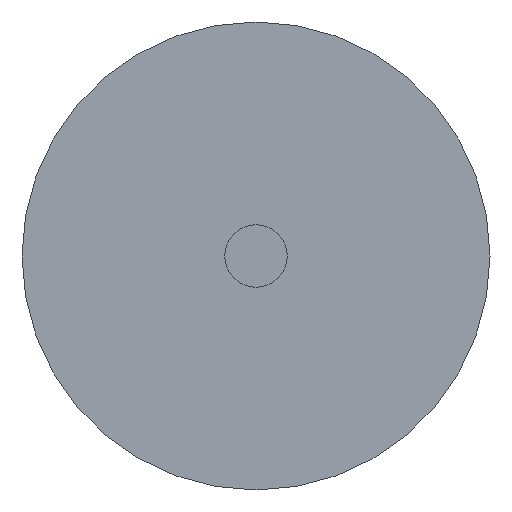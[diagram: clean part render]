
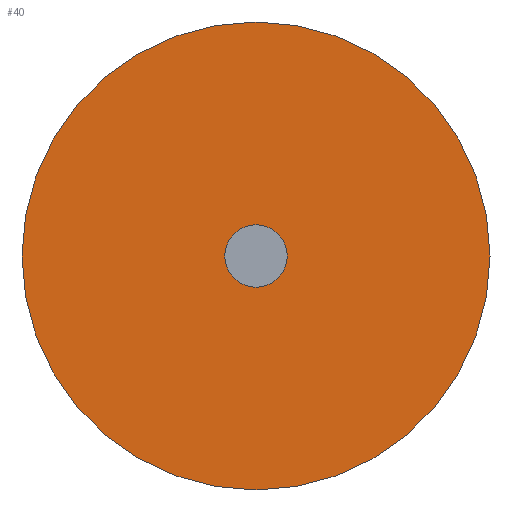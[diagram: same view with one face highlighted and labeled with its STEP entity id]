
A CAD part, front view. The second image highlights one B-rep face of the part: STEP entity #40.
In plain terms, the highlighted planar face has unit normal (0, -1, 0).
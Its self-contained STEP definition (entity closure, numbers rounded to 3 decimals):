
#40 = ADVANCED_FACE( '', ( #85, #86 ), #87, .T. );
#85 = FACE_OUTER_BOUND( '', #138, .T. );
#86 = FACE_BOUND( '', #139, .T. );
#87 = PLANE( '', #140 );
#138 = EDGE_LOOP( '', ( #189 ) );
#139 = EDGE_LOOP( '', ( #190 ) );
#140 = AXIS2_PLACEMENT_3D( '', #191, #192, #193 );
#189 = ORIENTED_EDGE( '', *, *, #253, .T. );
#190 = ORIENTED_EDGE( '', *, *, #250, .F. );
#191 = CARTESIAN_POINT( '', ( -3., -10., 0. ) );
#192 = DIRECTION( '', ( 0., -1., 0. ) );
#193 = DIRECTION( '', ( 1., 0., 0. ) );
#250 = EDGE_CURVE( '', #275, #275, #276, .T. );
#253 = EDGE_CURVE( '', #280, #280, #281, .T. );
#275 = VERTEX_POINT( '', #309 );
#276 = CIRCLE( '', #310, 0.4 );
#280 = VERTEX_POINT( '', #314 );
#281 = CIRCLE( '', #315, 3. );
#309 = CARTESIAN_POINT( '', ( 0.4, -10., 0. ) );
#310 = AXIS2_PLACEMENT_3D( '', #343, #344, #345 );
#314 = CARTESIAN_POINT( '', ( 3., -10., 0. ) );
#315 = AXIS2_PLACEMENT_3D( '', #349, #350, #351 );
#343 = CARTESIAN_POINT( '', ( 0., -10., 0. ) );
#344 = DIRECTION( '', ( 0., -1., 0. ) );
#345 = DIRECTION( '', ( 1., 0., 0. ) );
#349 = CARTESIAN_POINT( '', ( 0., -10., 0. ) );
#350 = DIRECTION( '', ( 0., -1., 0. ) );
#351 = DIRECTION( '', ( 1., 0., 0. ) );
